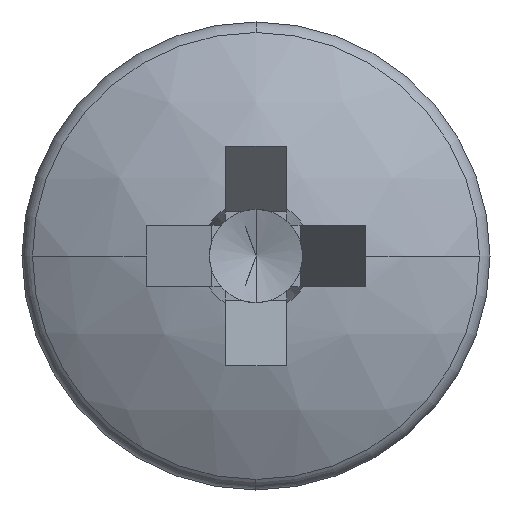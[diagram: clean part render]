
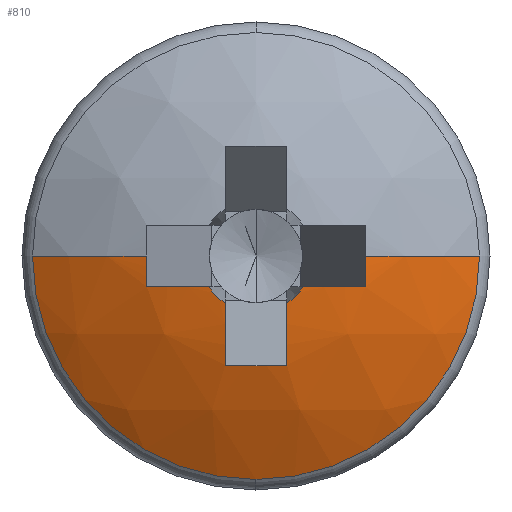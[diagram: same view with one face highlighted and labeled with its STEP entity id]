
A CAD part, left-side view. The second image highlights one B-rep face of the part: STEP entity #810.
In plain terms, the highlighted spherical face has radius 5 mm.
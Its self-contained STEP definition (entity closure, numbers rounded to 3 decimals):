
#1 = VERTEX_POINT ( 'NONE', #1273 ) ;
#5 = FACE_OUTER_BOUND ( 'NONE', #46, .T. ) ;
#9 = DIRECTION ( 'NONE',  ( 0., 0., 1. ) ) ;
#10 = CIRCLE ( 'NONE', #315, 4.903 ) ;
#14 = AXIS2_PLACEMENT_3D ( 'NONE', #930, #25, #36 ) ;
#25 = DIRECTION ( 'NONE',  ( 0., 0., 1. ) ) ;
#26 = ORIENTED_EDGE ( 'NONE', *, *, #523, .T. ) ;
#33 = AXIS2_PLACEMENT_3D ( 'NONE', #1077, #304, #665 ) ;
#36 = DIRECTION ( 'NONE',  ( 1., 0., 0. ) ) ;
#42 = EDGE_CURVE ( 'NONE', #1, #447, #53, .T. ) ;
#46 = EDGE_LOOP ( 'NONE', ( #247, #1219, #555, #764, #1321, #1284, #1188, #26, #400, #310, #634, #305, #510 ) ) ;
#50 = EDGE_CURVE ( 'NONE', #416, #913, #924, .T. ) ;
#52 = AXIS2_PLACEMENT_3D ( 'NONE', #582, #782, #1208 ) ;
#53 = CIRCLE ( 'NONE', #340, 2.674 ) ;
#54 = DIRECTION ( 'NONE',  ( -0.895, 0., -0.446 ) ) ;
#75 = DIRECTION ( 'NONE',  ( 0.446, -0.895, 0. ) ) ;
#78 = CARTESIAN_POINT ( 'NONE',  ( 5., 0., 0. ) ) ;
#101 = EDGE_CURVE ( 'NONE', #447, #1237, #430, .T. ) ;
#102 = SPHERICAL_SURFACE ( 'NONE', #705, 5. ) ;
#109 = DIRECTION ( 'NONE',  ( 0., 0., -1. ) ) ;
#121 = CIRCLE ( 'NONE', #52, 4.986 ) ;
#162 = AXIS2_PLACEMENT_3D ( 'NONE', #347, #544, #624 ) ;
#163 = CARTESIAN_POINT ( 'NONE',  ( 5., 0., -0.37 ) ) ;
#192 = CIRCLE ( 'NONE', #401, 4.903 ) ;
#208 = CARTESIAN_POINT ( 'NONE',  ( 0.188, -0.37, -1.306 ) ) ;
#234 = DIRECTION ( 'NONE',  ( 0., 0., 1. ) ) ;
#240 = CARTESIAN_POINT ( 'NONE',  ( 0.775, -2.674, 0. ) ) ;
#247 = ORIENTED_EDGE ( 'NONE', *, *, #1246, .T. ) ;
#268 = VERTEX_POINT ( 'NONE', #1111 ) ;
#276 = VERTEX_POINT ( 'NONE', #781 ) ;
#291 = EDGE_CURVE ( 'NONE', #1293, #268, #1250, .T. ) ;
#296 = DIRECTION ( 'NONE',  ( 0.895, 0.446, 0. ) ) ;
#304 = DIRECTION ( 'NONE',  ( 0., 0., -1. ) ) ;
#305 = ORIENTED_EDGE ( 'NONE', *, *, #1057, .T. ) ;
#310 = ORIENTED_EDGE ( 'NONE', *, *, #434, .F. ) ;
#315 = AXIS2_PLACEMENT_3D ( 'NONE', #472, #734, #364 ) ;
#324 = VERTEX_POINT ( 'NONE', #899 ) ;
#332 = CARTESIAN_POINT ( 'NONE',  ( 0.775, 0., 0. ) ) ;
#340 = AXIS2_PLACEMENT_3D ( 'NONE', #731, #553, #1264 ) ;
#347 = CARTESIAN_POINT ( 'NONE',  ( 0.046, 0., 0. ) ) ;
#359 = CARTESIAN_POINT ( 'NONE',  ( 0.188, 0.37, -1.306 ) ) ;
#364 = DIRECTION ( 'NONE',  ( -0.895, 0.446, 0. ) ) ;
#387 = EDGE_CURVE ( 'NONE', #854, #1293, #1014, .T. ) ;
#400 = ORIENTED_EDGE ( 'NONE', *, *, #1287, .F. ) ;
#401 = AXIS2_PLACEMENT_3D ( 'NONE', #960, #954, #54 ) ;
#403 = CIRCLE ( 'NONE', #767, 4.986 ) ;
#416 = VERTEX_POINT ( 'NONE', #435 ) ;
#430 = CIRCLE ( 'NONE', #33, 5. ) ;
#434 = EDGE_CURVE ( 'NONE', #872, #324, #1320, .T. ) ;
#435 = CARTESIAN_POINT ( 'NONE',  ( 0.775, 2.674, 0. ) ) ;
#438 = CARTESIAN_POINT ( 'NONE',  ( 0.175, -1.313, 0. ) ) ;
#447 = VERTEX_POINT ( 'NONE', #240 ) ;
#448 = AXIS2_PLACEMENT_3D ( 'NONE', #727, #821, #9 ) ;
#472 = CARTESIAN_POINT ( 'NONE',  ( 4.564, -0.875, 0. ) ) ;
#510 = ORIENTED_EDGE ( 'NONE', *, *, #50, .F. ) ;
#523 = EDGE_CURVE ( 'NONE', #854, #1020, #192, .T. ) ;
#544 = DIRECTION ( 'NONE',  ( -1., 0., 0. ) ) ;
#553 = DIRECTION ( 'NONE',  ( -1., 0., 0. ) ) ;
#555 = ORIENTED_EDGE ( 'NONE', *, *, #101, .T. ) ;
#565 = CARTESIAN_POINT ( 'NONE',  ( 5., 0., -0.37 ) ) ;
#582 = CARTESIAN_POINT ( 'NONE',  ( 5., 0.37, 0. ) ) ;
#603 = CARTESIAN_POINT ( 'NONE',  ( 0.046, 0., 0. ) ) ;
#614 = CARTESIAN_POINT ( 'NONE',  ( 0.046, 0.565, -0.37 ) ) ;
#624 = DIRECTION ( 'NONE',  ( 0., 0., -1. ) ) ;
#634 = ORIENTED_EDGE ( 'NONE', *, *, #1041, .F. ) ;
#665 = DIRECTION ( 'NONE',  ( 0., 1., 0. ) ) ;
#669 = DIRECTION ( 'NONE',  ( 0., 0., 1. ) ) ;
#705 = AXIS2_PLACEMENT_3D ( 'NONE', #78, #109, #1122 ) ;
#707 = AXIS2_PLACEMENT_3D ( 'NONE', #332, #725, #234 ) ;
#725 = DIRECTION ( 'NONE',  ( -1., 0., 0. ) ) ;
#727 = CARTESIAN_POINT ( 'NONE',  ( 5., -0.37, 0. ) ) ;
#731 = CARTESIAN_POINT ( 'NONE',  ( 0.775, 0., 0. ) ) ;
#734 = DIRECTION ( 'NONE',  ( 0.446, 0.895, 0. ) ) ;
#764 = ORIENTED_EDGE ( 'NONE', *, *, #1093, .T. ) ;
#767 = AXIS2_PLACEMENT_3D ( 'NONE', #565, #1282, #957 ) ;
#781 = CARTESIAN_POINT ( 'NONE',  ( 0.188, 1.306, -0.37 ) ) ;
#782 = DIRECTION ( 'NONE',  ( 0., -1., 0. ) ) ;
#784 = DIRECTION ( 'NONE',  ( -1., 0., 0. ) ) ;
#810 = ADVANCED_FACE ( 'NONE', ( #5 ), #102, .T. ) ;
#821 = DIRECTION ( 'NONE',  ( 0., 1., 0. ) ) ;
#854 = VERTEX_POINT ( 'NONE', #208 ) ;
#863 = CARTESIAN_POINT ( 'NONE',  ( 0.188, -1.306, -0.37 ) ) ;
#871 = CARTESIAN_POINT ( 'NONE',  ( 4.564, 0.875, 0. ) ) ;
#872 = VERTEX_POINT ( 'NONE', #614 ) ;
#896 = CARTESIAN_POINT ( 'NONE',  ( 0.046, -0.37, -0.565 ) ) ;
#899 = CARTESIAN_POINT ( 'NONE',  ( 0.046, 0.37, -0.565 ) ) ;
#913 = VERTEX_POINT ( 'NONE', #1220 ) ;
#922 = CIRCLE ( 'NONE', #1245, 4.903 ) ;
#924 = CIRCLE ( 'NONE', #14, 5. ) ;
#930 = CARTESIAN_POINT ( 'NONE',  ( 5., 0., 0. ) ) ;
#954 = DIRECTION ( 'NONE',  ( 0.446, 0., -0.895 ) ) ;
#957 = DIRECTION ( 'NONE',  ( 1., 0., 0. ) ) ;
#960 = CARTESIAN_POINT ( 'NONE',  ( 4.564, 0., 0.875 ) ) ;
#982 = VERTEX_POINT ( 'NONE', #863 ) ;
#1008 = DIRECTION ( 'NONE',  ( 0., 0., -1. ) ) ;
#1014 = CIRCLE ( 'NONE', #448, 4.986 ) ;
#1020 = VERTEX_POINT ( 'NONE', #359 ) ;
#1041 = EDGE_CURVE ( 'NONE', #276, #872, #403, .T. ) ;
#1057 = EDGE_CURVE ( 'NONE', #276, #913, #10, .T. ) ;
#1077 = CARTESIAN_POINT ( 'NONE',  ( 5., 0., 0. ) ) ;
#1080 = EDGE_CURVE ( 'NONE', #268, #982, #1140, .T. ) ;
#1082 = DIRECTION ( 'NONE',  ( 1., 0., 0. ) ) ;
#1093 = EDGE_CURVE ( 'NONE', #1237, #982, #922, .T. ) ;
#1111 = CARTESIAN_POINT ( 'NONE',  ( 0.046, -0.565, -0.37 ) ) ;
#1122 = DIRECTION ( 'NONE',  ( 0., 1., 0. ) ) ;
#1140 = CIRCLE ( 'NONE', #1292, 4.986 ) ;
#1188 = ORIENTED_EDGE ( 'NONE', *, *, #387, .F. ) ;
#1208 = DIRECTION ( 'NONE',  ( 0., 0., -1. ) ) ;
#1219 = ORIENTED_EDGE ( 'NONE', *, *, #42, .T. ) ;
#1220 = CARTESIAN_POINT ( 'NONE',  ( 0.175, 1.313, 0. ) ) ;
#1237 = VERTEX_POINT ( 'NONE', #438 ) ;
#1245 = AXIS2_PLACEMENT_3D ( 'NONE', #871, #75, #296 ) ;
#1246 = EDGE_CURVE ( 'NONE', #416, #1, #1248, .T. ) ;
#1248 = CIRCLE ( 'NONE', #707, 2.674 ) ;
#1250 = CIRCLE ( 'NONE', #1268, 0.675 ) ;
#1264 = DIRECTION ( 'NONE',  ( 0., 0., 1. ) ) ;
#1268 = AXIS2_PLACEMENT_3D ( 'NONE', #603, #784, #1008 ) ;
#1273 = CARTESIAN_POINT ( 'NONE',  ( 0.775, 0., -2.674 ) ) ;
#1282 = DIRECTION ( 'NONE',  ( 0., 0., 1. ) ) ;
#1284 = ORIENTED_EDGE ( 'NONE', *, *, #291, .F. ) ;
#1287 = EDGE_CURVE ( 'NONE', #324, #1020, #121, .T. ) ;
#1292 = AXIS2_PLACEMENT_3D ( 'NONE', #163, #669, #1082 ) ;
#1293 = VERTEX_POINT ( 'NONE', #896 ) ;
#1320 = CIRCLE ( 'NONE', #162, 0.675 ) ;
#1321 = ORIENTED_EDGE ( 'NONE', *, *, #1080, .F. ) ;
